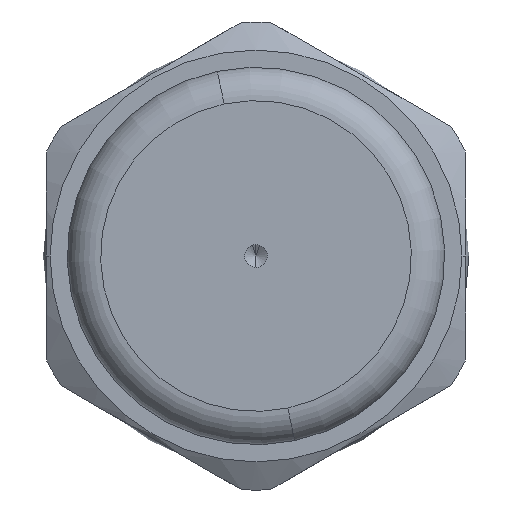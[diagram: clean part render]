
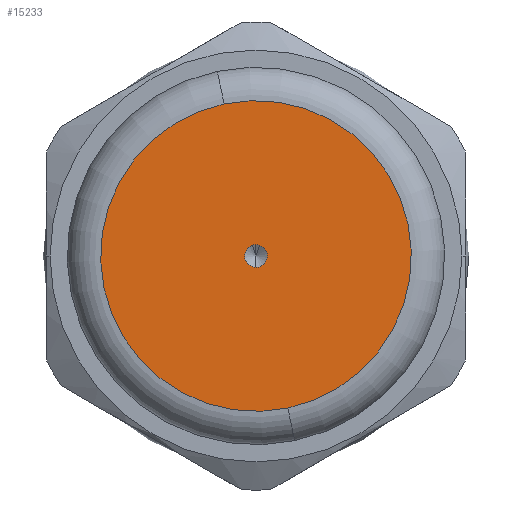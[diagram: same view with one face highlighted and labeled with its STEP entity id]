
A CAD part, left-side view. The second image highlights one B-rep face of the part: STEP entity #15233.
In plain terms, the highlighted planar face has unit normal (-1, 0, 0).
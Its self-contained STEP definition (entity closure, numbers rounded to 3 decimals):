
#146 = DIRECTION ( 'NONE',  ( 0., -0.205, -0.979 ) ) ;
#285 = CARTESIAN_POINT ( 'NONE',  ( -23., 0., 0. ) ) ;
#500 = DIRECTION ( 'NONE',  ( 0., -0.205, -0.979 ) ) ;
#926 = AXIS2_PLACEMENT_3D ( 'NONE', #18262, #16965, #8855 ) ;
#1061 = EDGE_CURVE ( 'NONE', #9575, #5464, #19165, .T. ) ;
#1123 = FACE_BOUND ( 'NONE', #10158, .T. ) ;
#1157 = EDGE_CURVE ( 'NONE', #5464, #9575, #2668, .T. ) ;
#1675 = DIRECTION ( 'NONE',  ( 0., -0.205, -0.979 ) ) ;
#1944 = CARTESIAN_POINT ( 'NONE',  ( -23., 0., 0. ) ) ;
#2668 = CIRCLE ( 'NONE', #12747, 0.6 ) ;
#3189 = DIRECTION ( 'NONE',  ( 1., 0., 0. ) ) ;
#4241 = CARTESIAN_POINT ( 'NONE',  ( -23., 0., 0. ) ) ;
#4791 = AXIS2_PLACEMENT_3D ( 'NONE', #285, #3189, #146 ) ;
#5464 = VERTEX_POINT ( 'NONE', #18459 ) ;
#5643 = PLANE ( 'NONE',  #926 ) ;
#6143 = AXIS2_PLACEMENT_3D ( 'NONE', #9790, #11188, #1675 ) ;
#6666 = VERTEX_POINT ( 'NONE', #8196 ) ;
#8196 = CARTESIAN_POINT ( 'NONE',  ( -23., 1.686, 8.056 ) ) ;
#8855 = DIRECTION ( 'NONE',  ( 0., 0.205, 0.979 ) ) ;
#9017 = EDGE_CURVE ( 'NONE', #14327, #6666, #16521, .T. ) ;
#9183 = CIRCLE ( 'NONE', #4791, 8.23 ) ;
#9352 = CARTESIAN_POINT ( 'NONE',  ( -23., 0.123, 0.587 ) ) ;
#9575 = VERTEX_POINT ( 'NONE', #9352 ) ;
#9790 = CARTESIAN_POINT ( 'NONE',  ( -23., 0., 0. ) ) ;
#9939 = DIRECTION ( 'NONE',  ( 1., 0., 0. ) ) ;
#10158 = EDGE_LOOP ( 'NONE', ( #15339, #17069 ) ) ;
#10568 = DIRECTION ( 'NONE',  ( 1., 0., 0. ) ) ;
#11188 = DIRECTION ( 'NONE',  ( 1., 0., 0. ) ) ;
#11312 = ORIENTED_EDGE ( 'NONE', *, *, #20400, .F. ) ;
#12458 = DIRECTION ( 'NONE',  ( 0., -0.205, -0.979 ) ) ;
#12609 = ORIENTED_EDGE ( 'NONE', *, *, #9017, .F. ) ;
#12747 = AXIS2_PLACEMENT_3D ( 'NONE', #4241, #10568, #12458 ) ;
#13656 = EDGE_LOOP ( 'NONE', ( #12609, #11312 ) ) ;
#14327 = VERTEX_POINT ( 'NONE', #16648 ) ;
#15233 = ADVANCED_FACE ( 'NONE', ( #1123, #19868 ), #5643, .T. ) ;
#15339 = ORIENTED_EDGE ( 'NONE', *, *, #1157, .T. ) ;
#16235 = AXIS2_PLACEMENT_3D ( 'NONE', #1944, #9939, #500 ) ;
#16521 = CIRCLE ( 'NONE', #6143, 8.23 ) ;
#16648 = CARTESIAN_POINT ( 'NONE',  ( -23., -1.686, -8.056 ) ) ;
#16965 = DIRECTION ( 'NONE',  ( -1., 0., 0. ) ) ;
#17069 = ORIENTED_EDGE ( 'NONE', *, *, #1061, .T. ) ;
#18262 = CARTESIAN_POINT ( 'NONE',  ( -23., -0.123, -0.587 ) ) ;
#18459 = CARTESIAN_POINT ( 'NONE',  ( -23., -0.123, -0.587 ) ) ;
#19165 = CIRCLE ( 'NONE', #16235, 0.6 ) ;
#19868 = FACE_OUTER_BOUND ( 'NONE', #13656, .T. ) ;
#20400 = EDGE_CURVE ( 'NONE', #6666, #14327, #9183, .T. ) ;
